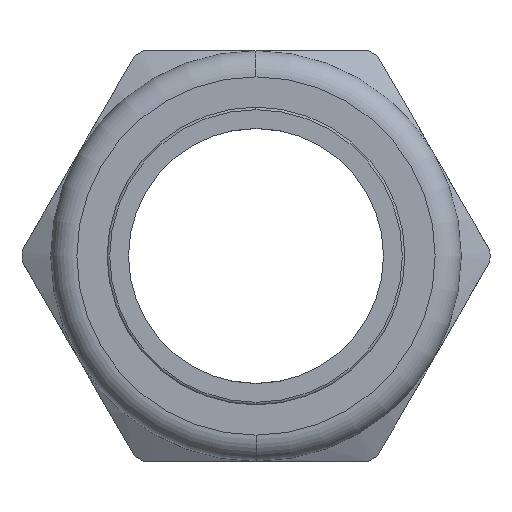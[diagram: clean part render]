
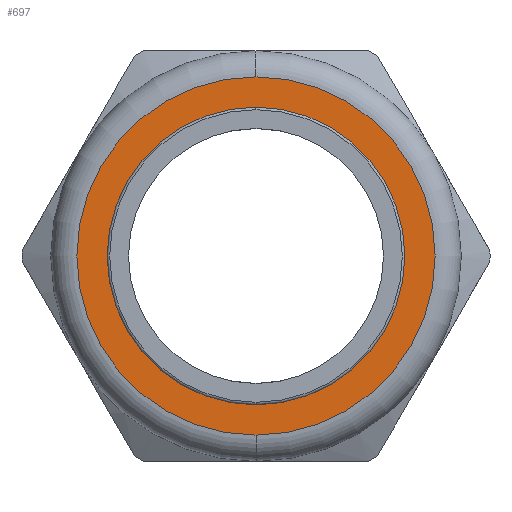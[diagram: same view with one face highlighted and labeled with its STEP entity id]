
A CAD part, left-side view. The second image highlights one B-rep face of the part: STEP entity #697.
In plain terms, the highlighted planar face has unit normal (-1, 0, 0).
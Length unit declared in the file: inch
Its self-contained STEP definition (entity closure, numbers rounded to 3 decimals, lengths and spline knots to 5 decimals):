
#134 = EDGE_CURVE ( 'NONE', #135, #136, #1614, .T. ) ;
#135 = VERTEX_POINT ( 'NONE', #1609 ) ;
#136 = VERTEX_POINT ( 'NONE', #1608 ) ;
#270 = VERTEX_POINT ( 'NONE', #1881 ) ;
#299 = VERTEX_POINT ( 'NONE', #1970 ) ;
#300 = EDGE_CURVE ( 'NONE', #270, #299, #1968, .T. ) ;
#679 = ORIENTED_EDGE ( 'NONE', *, *, #300, .F. ) ;
#696 = EDGE_CURVE ( 'NONE', #299, #270, #2792, .T. ) ;
#697 = ADVANCED_FACE ( 'NONE', ( #2788, #2787 ), #2785, .F. ) ;
#698 = EDGE_LOOP ( 'NONE', ( #699, #701 ) ) ;
#699 = ORIENTED_EDGE ( 'NONE', *, *, #700, .T. ) ;
#700 = EDGE_CURVE ( 'NONE', #136, #135, #2780, .T. ) ;
#701 = ORIENTED_EDGE ( 'NONE', *, *, #134, .T. ) ;
#702 = EDGE_LOOP ( 'NONE', ( #703, #679 ) ) ;
#703 = ORIENTED_EDGE ( 'NONE', *, *, #696, .F. ) ;
#1608 = CARTESIAN_POINT ( 'NONE',  ( -0.725, 0., -0.7024 ) ) ;
#1609 = CARTESIAN_POINT ( 'NONE',  ( -0.725, 0., 0.7024 ) ) ;
#1610 = DIRECTION ( 'NONE',  ( 0., 0., -1. ) ) ;
#1611 = DIRECTION ( 'NONE',  ( -1., 0., 0. ) ) ;
#1612 = CARTESIAN_POINT ( 'NONE',  ( -0.725, 0., 0. ) ) ;
#1613 = AXIS2_PLACEMENT_3D ( 'NONE', #1612, #1611, #1610 ) ;
#1614 = CIRCLE ( 'NONE', #1613, 0.7024 ) ;
#1881 = CARTESIAN_POINT ( 'NONE',  ( -0.725, 0., -0.58363 ) ) ;
#1964 = DIRECTION ( 'NONE',  ( 0., 0., 1. ) ) ;
#1965 = DIRECTION ( 'NONE',  ( -1., 0., 0. ) ) ;
#1966 = CARTESIAN_POINT ( 'NONE',  ( -0.725, 0., 0. ) ) ;
#1967 = AXIS2_PLACEMENT_3D ( 'NONE', #1966, #1965, #1964 ) ;
#1968 = CIRCLE ( 'NONE', #1967, 0.58363 ) ;
#1970 = CARTESIAN_POINT ( 'NONE',  ( -0.725, 0., 0.58363 ) ) ;
#2776 = DIRECTION ( 'NONE',  ( 0., 0., -1. ) ) ;
#2777 = DIRECTION ( 'NONE',  ( -1., 0., 0. ) ) ;
#2778 = CARTESIAN_POINT ( 'NONE',  ( -0.725, 0., 0. ) ) ;
#2779 = AXIS2_PLACEMENT_3D ( 'NONE', #2778, #2777, #2776 ) ;
#2780 = CIRCLE ( 'NONE', #2779, 0.7024 ) ;
#2781 = DIRECTION ( 'NONE',  ( 0., 0., -1. ) ) ;
#2782 = DIRECTION ( 'NONE',  ( 1., 0., 0. ) ) ;
#2783 = CARTESIAN_POINT ( 'NONE',  ( -0.725, 0.58363, 0. ) ) ;
#2784 = AXIS2_PLACEMENT_3D ( 'NONE', #2783, #2782, #2781 ) ;
#2785 = PLANE ( 'NONE',  #2784 ) ;
#2787 = FACE_BOUND ( 'NONE', #702, .T. ) ;
#2788 = FACE_OUTER_BOUND ( 'NONE', #698, .T. ) ;
#2789 = DIRECTION ( 'NONE',  ( 0., 0., 1. ) ) ;
#2790 = DIRECTION ( 'NONE',  ( -1., 0., 0. ) ) ;
#2791 = AXIS2_PLACEMENT_3D ( 'NONE', #2797, #2790, #2789 ) ;
#2792 = CIRCLE ( 'NONE', #2791, 0.58363 ) ;
#2797 = CARTESIAN_POINT ( 'NONE',  ( -0.725, 0., 0. ) ) ;
